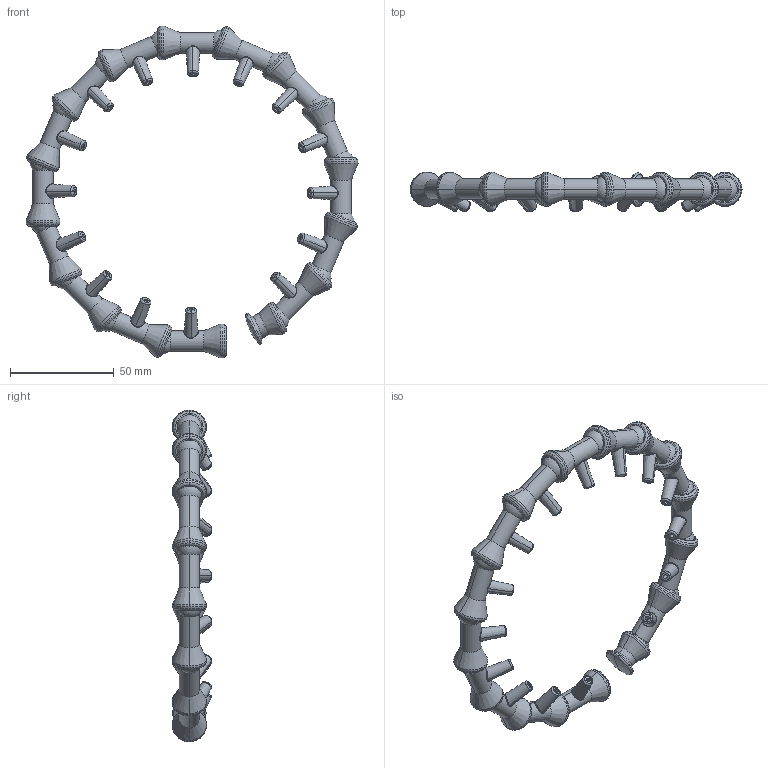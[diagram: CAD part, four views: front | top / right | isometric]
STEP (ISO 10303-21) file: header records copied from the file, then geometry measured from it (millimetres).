
FILE_DESCRIPTION (( 'STEP AP203' ), '1' );
FILE_NAME ('1-4 Circle Flow.STEP', '2005-02-04T21:38:41', ( 'mark lockwood' ), ( 'lockwood products inc.' ), 'SwSTEP 2.0', 'SolidWorks 2004146', '' );
FILE_SCHEMA (( 'CONFIG_CONTROL_DESIGN' ));
Products named in the file (1): 1-4 Circle Flow
Bounding box: 160.04 x 18.96 x 160.04 mm (x, y, z)
Volume: 30989 mm3; surface area: 40126 mm2
Topology: 16 solids, 16 shells, 559 faces, 1466 edges, 879 vertices
Faces by surface type: cylinder 190, cone 156, torus 70, sphere 66, plane 47, bspline 30
Entity records: 57437 total; most frequent: CARTESIAN_POINT 44222, DIRECTION 3021, ORIENTED_EDGE 2622, AXIS2_PLACEMENT_3D 1330, EDGE_CURVE 1311, CIRCLE 800, VERTEX_POINT 786, EDGE_LOOP 621
